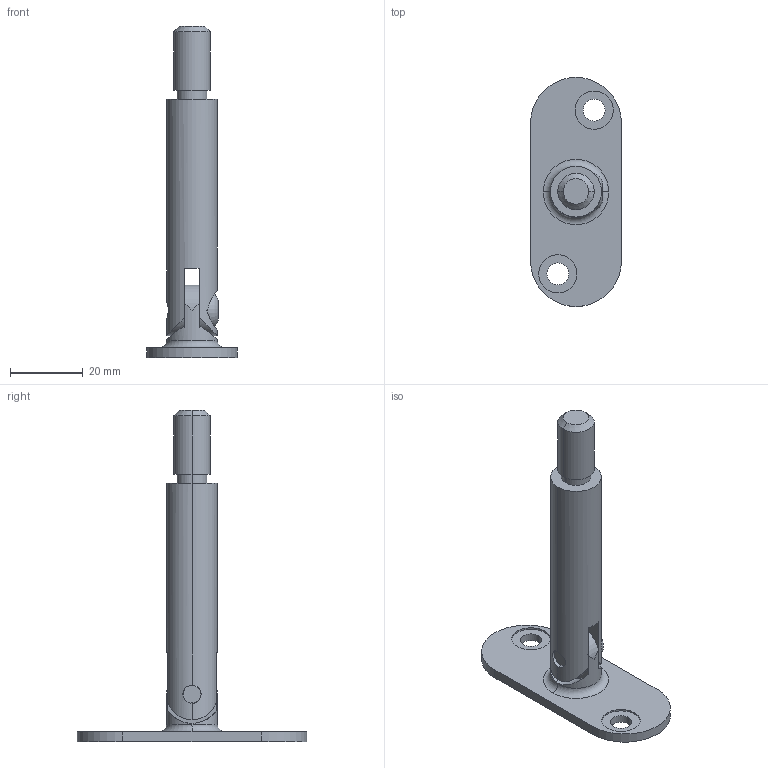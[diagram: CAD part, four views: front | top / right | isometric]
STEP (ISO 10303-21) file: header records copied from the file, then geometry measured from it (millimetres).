
FILE_DESCRIPTION (( 'STEP AP203' ), '1' );
FILE_NAME ('A_0818-000-B.STEP', '2021-12-02T13:03:53', ( '' ), ( '' ), 'SwSTEP 2.0', 'SolidWorks 2019', '' );
FILE_SCHEMA (( 'CONFIG_CONTROL_DESIGN' ));
Length unit declared in the file: millimetre
Products named in the file (4): A_0818-000-B; A_0818-000-B.P2; SKRUTKA stn iso 7380_M6x10; A_0818-000-B.P1
Assembly tree (3 placements, depth 2):
  A_0818-000-B
    A_0818-000-B.P1
    A_0818-000-B.P2
    SKRUTKA stn iso 7380_M6x10
Bounding box: 25 x 63 x 91 mm (x, y, z)
Volume: 15203.5 mm3; surface area: 8454.8 mm2
Topology: 3 solids, 3 shells, 80 faces, 192 edges, 121 vertices
Faces by surface type: cylinder 35, plane 29, cone 12, torus 4
Entity records: 3022 total; most frequent: CARTESIAN_POINT 739, DIRECTION 412, ORIENTED_EDGE 380, EDGE_CURVE 190, AXIS2_PLACEMENT_3D 170, VERTEX_POINT 121, EDGE_LOOP 95, CIRCLE 84
